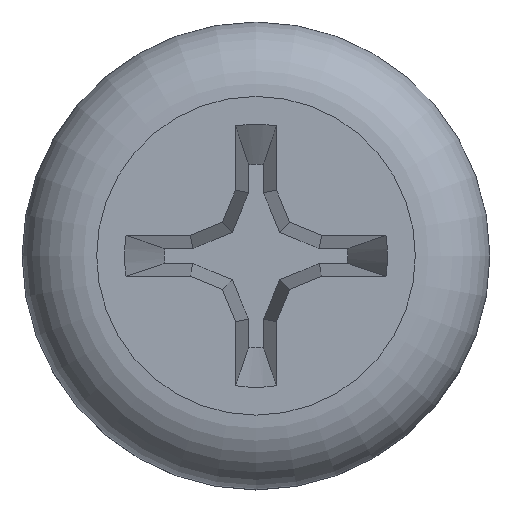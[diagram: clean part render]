
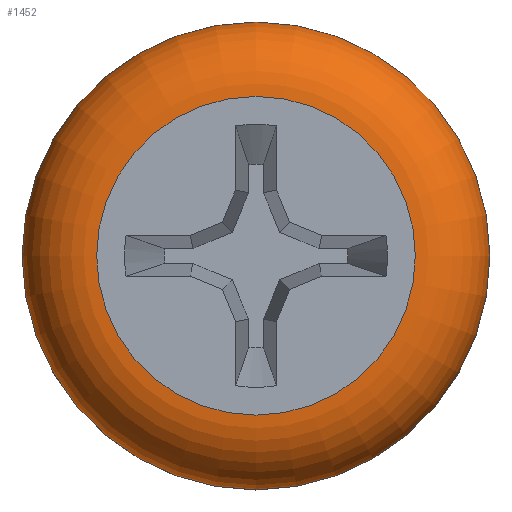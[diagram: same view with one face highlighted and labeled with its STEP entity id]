
A CAD part, top view. The second image highlights one B-rep face of the part: STEP entity #1452.
In plain terms, the highlighted toroidal (fillet/blend) face has major radius 5.45 mm and minor radius 2.55 mm.
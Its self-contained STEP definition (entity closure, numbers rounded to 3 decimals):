
#39=TOROIDAL_SURFACE('',#1558,5.45,2.55);
#148=FACE_OUTER_BOUND('',#226,.T.);
#226=EDGE_LOOP('',(#1106,#1107,#1108,#1109,#1110,#1111,#1112));
#264=CIRCLE('',#1559,8.);
#265=CIRCLE('',#1560,8.);
#266=CIRCLE('',#1561,2.55);
#267=CIRCLE('',#1562,5.45);
#268=CIRCLE('',#1563,5.45);
#269=CIRCLE('',#1564,8.);
#629=VERTEX_POINT('',#8139);
#630=VERTEX_POINT('',#8140);
#631=VERTEX_POINT('',#8142);
#632=VERTEX_POINT('',#8144);
#633=VERTEX_POINT('',#8146);
#830=EDGE_CURVE('',#629,#630,#264,.T.);
#831=EDGE_CURVE('',#631,#629,#265,.T.);
#832=EDGE_CURVE('',#631,#632,#266,.T.);
#833=EDGE_CURVE('',#632,#633,#267,.T.);
#834=EDGE_CURVE('',#633,#632,#268,.T.);
#835=EDGE_CURVE('',#630,#631,#269,.T.);
#1106=ORIENTED_EDGE('',*,*,#830,.F.);
#1107=ORIENTED_EDGE('',*,*,#831,.F.);
#1108=ORIENTED_EDGE('',*,*,#832,.T.);
#1109=ORIENTED_EDGE('',*,*,#833,.T.);
#1110=ORIENTED_EDGE('',*,*,#834,.T.);
#1111=ORIENTED_EDGE('',*,*,#832,.F.);
#1112=ORIENTED_EDGE('',*,*,#835,.F.);
#1452=ADVANCED_FACE('',(#148),#39,.T.);
#1558=AXIS2_PLACEMENT_3D('',#8138,#1765,#1766);
#1559=AXIS2_PLACEMENT_3D('',#8141,#1767,#1768);
#1560=AXIS2_PLACEMENT_3D('',#8143,#1769,#1770);
#1561=AXIS2_PLACEMENT_3D('',#8145,#1771,#1772);
#1562=AXIS2_PLACEMENT_3D('',#8147,#1773,#1774);
#1563=AXIS2_PLACEMENT_3D('',#8148,#1775,#1776);
#1564=AXIS2_PLACEMENT_3D('',#8149,#1777,#1778);
#1765=DIRECTION('center_axis',(0.,0.,-1.));
#1766=DIRECTION('ref_axis',(0.,1.,0.));
#1767=DIRECTION('center_axis',(0.,0.,-1.));
#1768=DIRECTION('ref_axis',(0.,1.,0.));
#1769=DIRECTION('center_axis',(0.,0.,-1.));
#1770=DIRECTION('ref_axis',(0.,1.,0.));
#1771=DIRECTION('center_axis',(-1.,0.,0.));
#1772=DIRECTION('ref_axis',(0.,-1.,0.));
#1773=DIRECTION('center_axis',(0.,0.,-1.));
#1774=DIRECTION('ref_axis',(0.,1.,0.));
#1775=DIRECTION('center_axis',(0.,0.,-1.));
#1776=DIRECTION('ref_axis',(0.,1.,0.));
#1777=DIRECTION('center_axis',(0.,0.,-1.));
#1778=DIRECTION('ref_axis',(0.,1.,0.));
#8138=CARTESIAN_POINT('Origin',(0.,0.,3.45));
#8139=CARTESIAN_POINT('',(-8.,0.,3.45));
#8140=CARTESIAN_POINT('',(8.,0.,3.45));
#8141=CARTESIAN_POINT('Origin',(0.,0.,3.45));
#8142=CARTESIAN_POINT('',(0.,-8.,3.45));
#8143=CARTESIAN_POINT('Origin',(0.,0.,3.45));
#8144=CARTESIAN_POINT('',(0.,-5.45,6.));
#8145=CARTESIAN_POINT('Origin',(0.,-5.45,3.45));
#8146=CARTESIAN_POINT('',(0.,5.45,6.));
#8147=CARTESIAN_POINT('Origin',(0.,0.,6.));
#8148=CARTESIAN_POINT('Origin',(0.,0.,6.));
#8149=CARTESIAN_POINT('Origin',(0.,0.,3.45));
